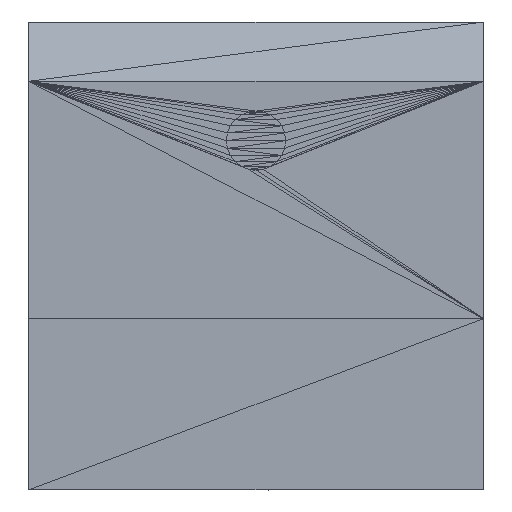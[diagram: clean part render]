
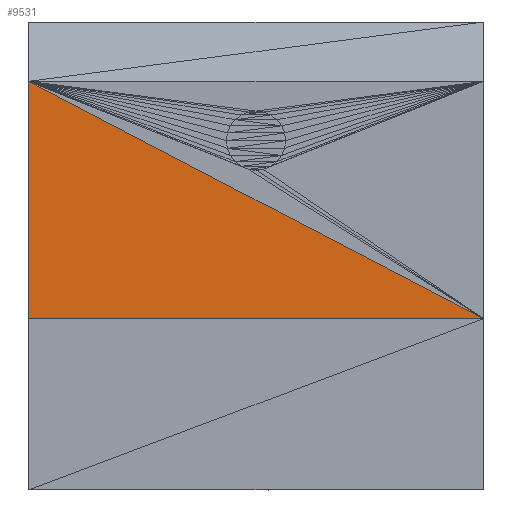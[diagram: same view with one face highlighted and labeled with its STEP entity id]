
A CAD part, front view. The second image highlights one B-rep face of the part: STEP entity #9531.
In plain terms, the highlighted planar face has unit normal (0, -1, 0).
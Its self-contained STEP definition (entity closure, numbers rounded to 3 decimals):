
#165=FACE_OUTER_BOUND('',#1017,.T.);
#1017=EDGE_LOOP('',(#6423,#6424,#6425));
#1849=LINE('',#14346,#3127);
#1984=LINE('',#14615,#3262);
#1985=LINE('',#14617,#3263);
#3127=VECTOR('',#11363,10.);
#3262=VECTOR('',#11666,10.);
#3263=VECTOR('',#11669,10.);
#4300=VERTEX_POINT('',#14180);
#4340=VERTEX_POINT('',#14345);
#4390=VERTEX_POINT('',#14611);
#4825=EDGE_CURVE('',#4300,#4340,#1849,.T.);
#4960=EDGE_CURVE('',#4340,#4390,#1984,.T.);
#4961=EDGE_CURVE('',#4300,#4390,#1985,.T.);
#6423=ORIENTED_EDGE('',*,*,#4960,.F.);
#6424=ORIENTED_EDGE('',*,*,#4825,.F.);
#6425=ORIENTED_EDGE('',*,*,#4961,.T.);
#8679=PLANE('',#10397);
#9531=ADVANCED_FACE('',(#165),#8679,.T.);
#10397=AXIS2_PLACEMENT_3D('',#14616,#11667,#11668);
#11363=DIRECTION('',(0.,0.,1.));
#11666=DIRECTION('',(0.887,0.,-0.463));
#11667=DIRECTION('center_axis',(0.,-1.,0.));
#11668=DIRECTION('ref_axis',(0.,0.,-1.));
#11669=DIRECTION('',(1.,0.,0.));
#14180=CARTESIAN_POINT('',(-11.5,-4.,8.663));
#14345=CARTESIAN_POINT('',(-11.5,-4.,20.663));
#14346=CARTESIAN_POINT('',(-11.5,-4.,8.663));
#14611=CARTESIAN_POINT('',(11.5,-4.,8.663));
#14615=CARTESIAN_POINT('',(-11.5,-4.,20.663));
#14616=CARTESIAN_POINT('Origin',(-11.5,-4.,8.663));
#14617=CARTESIAN_POINT('',(-11.5,-4.,8.663));
